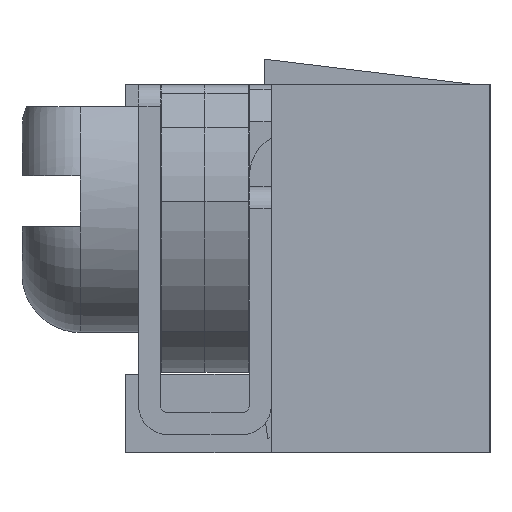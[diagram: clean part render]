
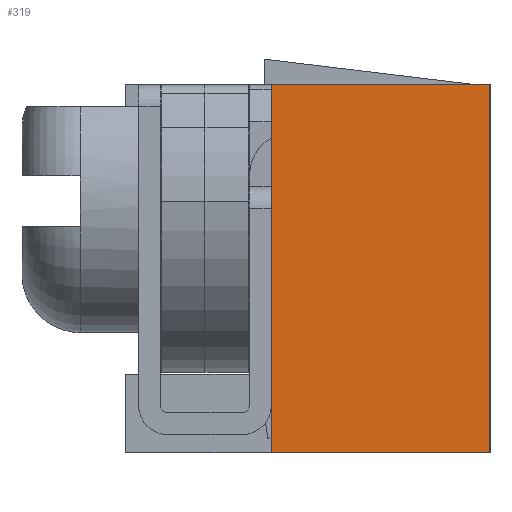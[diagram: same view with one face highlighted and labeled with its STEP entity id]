
A CAD part, left-side view. The second image highlights one B-rep face of the part: STEP entity #319.
In plain terms, the highlighted planar face has unit normal (-1, 0, 0).
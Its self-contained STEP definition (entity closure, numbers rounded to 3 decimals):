
#319 = ADVANCED_FACE( '', ( #625 ), #626, .T. );
#625 = FACE_OUTER_BOUND( '', #1146, .T. );
#626 = PLANE( '', #1147 );
#1146 = EDGE_LOOP( '', ( #1992, #1993, #1994, #1995 ) );
#1147 = AXIS2_PLACEMENT_3D( '', #1996, #1997, #1998 );
#1992 = ORIENTED_EDGE( '', *, *, #3877, .T. );
#1993 = ORIENTED_EDGE( '', *, *, #3878, .F. );
#1994 = ORIENTED_EDGE( '', *, *, #3788, .F. );
#1995 = ORIENTED_EDGE( '', *, *, #3848, .T. );
#1996 = CARTESIAN_POINT( '', ( -2.8, 0., 1.6 ) );
#1997 = DIRECTION( '', ( -1., 0., 0. ) );
#1998 = DIRECTION( '', ( 0., 1., 0. ) );
#3788 = EDGE_CURVE( '', #4540, #4542, #4543, .T. );
#3848 = EDGE_CURVE( '', #4540, #4637, #4639, .T. );
#3877 = EDGE_CURVE( '', #4637, #4677, #4678, .T. );
#3878 = EDGE_CURVE( '', #4542, #4677, #4679, .T. );
#4540 = VERTEX_POINT( '', #5758 );
#4542 = VERTEX_POINT( '', #5761 );
#4543 = LINE( '', #5762, #5763 );
#4637 = VERTEX_POINT( '', #5925 );
#4639 = LINE( '', #5928, #5929 );
#4677 = VERTEX_POINT( '', #5985 );
#4678 = LINE( '', #5986, #5987 );
#4679 = LINE( '', #5988, #5989 );
#5758 = CARTESIAN_POINT( '', ( -2.8, 0., 1.6 ) );
#5761 = CARTESIAN_POINT( '', ( -2.8, -3., 1.6 ) );
#5762 = CARTESIAN_POINT( '', ( -2.8, 0., 1.6 ) );
#5763 = VECTOR( '', #7513, 1. );
#5925 = CARTESIAN_POINT( '', ( -2.8, 0., -3.45 ) );
#5928 = CARTESIAN_POINT( '', ( -2.8, 0., 1.6 ) );
#5929 = VECTOR( '', #7597, 1. );
#5985 = CARTESIAN_POINT( '', ( -2.8, -3., -3.45 ) );
#5986 = CARTESIAN_POINT( '', ( -2.8, 0., -3.45 ) );
#5987 = VECTOR( '', #7646, 1. );
#5988 = CARTESIAN_POINT( '', ( -2.8, -3., 1.6 ) );
#5989 = VECTOR( '', #7647, 1. );
#7513 = DIRECTION( '', ( 0., -1., 0. ) );
#7597 = DIRECTION( '', ( 0., 0., -1. ) );
#7646 = DIRECTION( '', ( 0., -1., 0. ) );
#7647 = DIRECTION( '', ( 0., 0., -1. ) );
